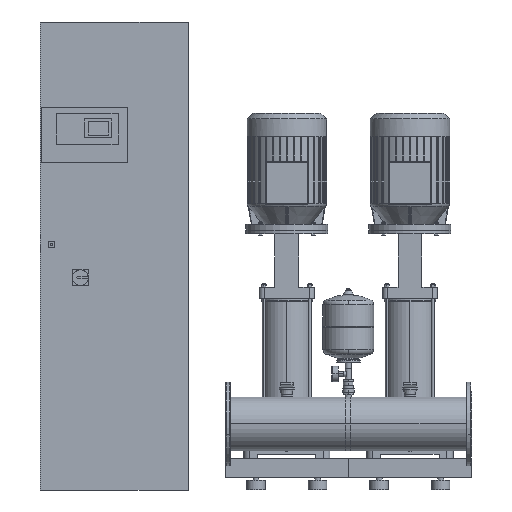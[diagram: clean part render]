
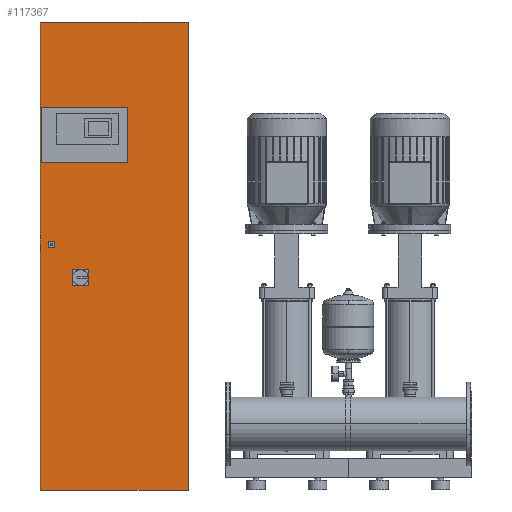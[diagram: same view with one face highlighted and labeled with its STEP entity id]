
A CAD part, front view. The second image highlights one B-rep face of the part: STEP entity #117367.
In plain terms, the highlighted planar face has unit normal (0, -1, 0).
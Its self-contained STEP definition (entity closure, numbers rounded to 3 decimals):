
#117260=CARTESIAN_POINT('',(-450.,-250.,950.0));
#117261=DIRECTION('',(0.0,-1.0,0.0));
#117262=DIRECTION('',(1.0,0.0,0.0));
#117263=AXIS2_PLACEMENT_3D('',#117260,#117261,#117262);
#117264=PLANE('',#117263);
#117265=CARTESIAN_POINT('',(-750.,-250.,1900.0));
#117266=VERTEX_POINT('',#117265);
#117267=CARTESIAN_POINT('',(-150.,-250.,1900.0));
#117268=VERTEX_POINT('',#117267);
#117269=CARTESIAN_POINT('',(-750.,-250.,1900.0));
#117270=DIRECTION('',(1.0,0.0,0.0));
#117271=VECTOR('',#117270,600.);
#117272=LINE('',#117269,#117271);
#117273=EDGE_CURVE('',#117266,#117268,#117272,.T.);
#117274=ORIENTED_EDGE('',*,*,#117273,.F.);
#117275=CARTESIAN_POINT('',(-750.0,-250.,0.));
#117276=VERTEX_POINT('',#117275);
#117277=CARTESIAN_POINT('',(-750.0,-250.,0.));
#117278=DIRECTION('',(0.0,0.0,1.0));
#117279=VECTOR('',#117278,1900.0);
#117280=LINE('',#117277,#117279);
#117281=EDGE_CURVE('',#117276,#117266,#117280,.T.);
#117282=ORIENTED_EDGE('',*,*,#117281,.F.);
#117283=CARTESIAN_POINT('',(-150.0,-250.,0.));
#117284=VERTEX_POINT('',#117283);
#117285=CARTESIAN_POINT('',(-150.0,-250.,0.));
#117286=DIRECTION('',(-1.0,0.0,0.0));
#117287=VECTOR('',#117286,600.0);
#117288=LINE('',#117285,#117287);
#117289=EDGE_CURVE('',#117284,#117276,#117288,.T.);
#117290=ORIENTED_EDGE('',*,*,#117289,.F.);
#117291=CARTESIAN_POINT('',(-150.,-250.,1900.0));
#117292=DIRECTION('',(0.0,0.0,-1.0));
#117293=VECTOR('',#117292,1900.0);
#117294=LINE('',#117291,#117293);
#117295=EDGE_CURVE('',#117268,#117284,#117294,.T.);
#117296=ORIENTED_EDGE('',*,*,#117295,.F.);
#117297=EDGE_LOOP('',(#117274,#117282,#117290,#117296));
#117298=FACE_OUTER_BOUND('',#117297,.T.);
#117299=CARTESIAN_POINT('',(-745.,-250.,1329.0));
#117300=VERTEX_POINT('',#117299);
#117301=CARTESIAN_POINT('',(-745.,-250.,1554.0));
#117302=VERTEX_POINT('',#117301);
#117303=CARTESIAN_POINT('',(-745.,-250.,1329.0));
#117304=DIRECTION('',(0.0,0.0,1.0));
#117305=VECTOR('',#117304,225.0);
#117306=LINE('',#117303,#117305);
#117307=EDGE_CURVE('',#117300,#117302,#117306,.T.);
#117308=ORIENTED_EDGE('',*,*,#117307,.T.);
#117309=CARTESIAN_POINT('',(-395.,-250.,1554.0));
#117310=VERTEX_POINT('',#117309);
#117311=CARTESIAN_POINT('',(-745.,-250.,1554.0));
#117312=DIRECTION('',(1.0,0.0,0.0));
#117313=VECTOR('',#117312,350.0);
#117314=LINE('',#117311,#117313);
#117315=EDGE_CURVE('',#117302,#117310,#117314,.T.);
#117316=ORIENTED_EDGE('',*,*,#117315,.T.);
#117317=CARTESIAN_POINT('',(-395.,-250.,1329.0));
#117318=VERTEX_POINT('',#117317);
#117319=CARTESIAN_POINT('',(-395.,-250.,1554.0));
#117320=DIRECTION('',(0.0,0.0,-1.0));
#117321=VECTOR('',#117320,225.0);
#117322=LINE('',#117319,#117321);
#117323=EDGE_CURVE('',#117310,#117318,#117322,.T.);
#117324=ORIENTED_EDGE('',*,*,#117323,.T.);
#117325=CARTESIAN_POINT('',(-395.,-250.,1329.0));
#117326=DIRECTION('',(-1.0,0.0,0.0));
#117327=VECTOR('',#117326,350.);
#117328=LINE('',#117325,#117327);
#117329=EDGE_CURVE('',#117318,#117300,#117328,.T.);
#117330=ORIENTED_EDGE('',*,*,#117329,.T.);
#117331=EDGE_LOOP('',(#117308,#117316,#117324,#117330));
#117332=FACE_BOUND('',#117331,.T.);
#117333=CARTESIAN_POINT('',(-717.,-250.,1009.));
#117334=VERTEX_POINT('',#117333);
#117335=CARTESIAN_POINT('',(-692.,-250.,1009.));
#117336=VERTEX_POINT('',#117335);
#117337=CARTESIAN_POINT('',(-717.,-250.,1009.));
#117338=DIRECTION('',(1.0,0.0,0.0));
#117339=VECTOR('',#117338,25.0);
#117340=LINE('',#117337,#117339);
#117341=EDGE_CURVE('',#117334,#117336,#117340,.T.);
#117342=ORIENTED_EDGE('',*,*,#117341,.T.);
#117343=CARTESIAN_POINT('',(-692.,-250.,984.));
#117344=VERTEX_POINT('',#117343);
#117345=CARTESIAN_POINT('',(-692.,-250.,1009.));
#117346=DIRECTION('',(0.0,0.0,-1.0));
#117347=VECTOR('',#117346,25.0);
#117348=LINE('',#117345,#117347);
#117349=EDGE_CURVE('',#117336,#117344,#117348,.T.);
#117350=ORIENTED_EDGE('',*,*,#117349,.T.);
#117351=CARTESIAN_POINT('',(-717.,-250.,984.));
#117352=VERTEX_POINT('',#117351);
#117353=CARTESIAN_POINT('',(-692.,-250.,984.));
#117354=DIRECTION('',(-1.0,0.0,0.0));
#117355=VECTOR('',#117354,25.0);
#117356=LINE('',#117353,#117355);
#117357=EDGE_CURVE('',#117344,#117352,#117356,.T.);
#117358=ORIENTED_EDGE('',*,*,#117357,.T.);
#117359=CARTESIAN_POINT('',(-717.,-250.,984.));
#117360=DIRECTION('',(0.0,0.0,1.0));
#117361=VECTOR('',#117360,25.0);
#117362=LINE('',#117359,#117361);
#117363=EDGE_CURVE('',#117352,#117334,#117362,.T.);
#117364=ORIENTED_EDGE('',*,*,#117363,.T.);
#117365=EDGE_LOOP('',(#117342,#117350,#117358,#117364));
#117366=FACE_BOUND('',#117365,.T.);
#117367=ADVANCED_FACE('',(#117298,#117332,#117366),#117264,.T.);
